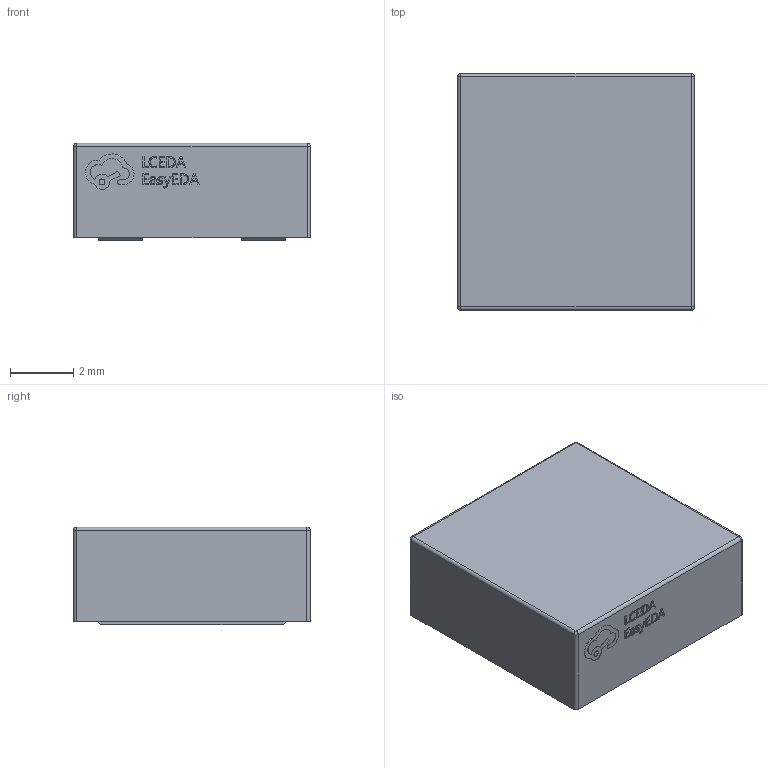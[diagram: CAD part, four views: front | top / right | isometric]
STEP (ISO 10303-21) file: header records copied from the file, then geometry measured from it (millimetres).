
FILE_DESCRIPTION (( 'STEP AP214' ), '1' );
FILE_NAME ('IND-SMD_L7.5-W7.5_XAL7030.STEP', '2022-09-27T00:54:10', ( '' ), ( '' ), 'SwSTEP 2.0', 'SolidWorks 2020', '' );
FILE_SCHEMA (( 'AUTOMOTIVE_DESIGN' ));
Length unit declared in the file: millimetre
Products named in the file (1): IND-SMD_L7.5-W7.5_XAL7030
Bounding box: 7.5 x 7.51 x 3.1 mm (x, y, z)
Volume: 170.3 mm3; surface area: 203.5 mm2
Topology: 1 solids, 1 shells, 252 faces, 679 edges, 446 vertices
Faces by surface type: plane 142, bspline 98, cylinder 8, sphere 4
Entity records: 11117 total; most frequent: CARTESIAN_POINT 2680, ORIENTED_EDGE 1350, DIRECTION 801, EDGE_CURVE 675, VECTOR 459, LINE 459, VERTEX_POINT 446, EDGE_LOOP 273
